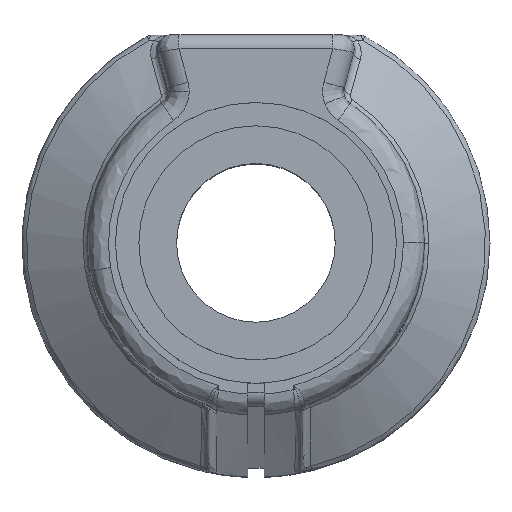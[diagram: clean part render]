
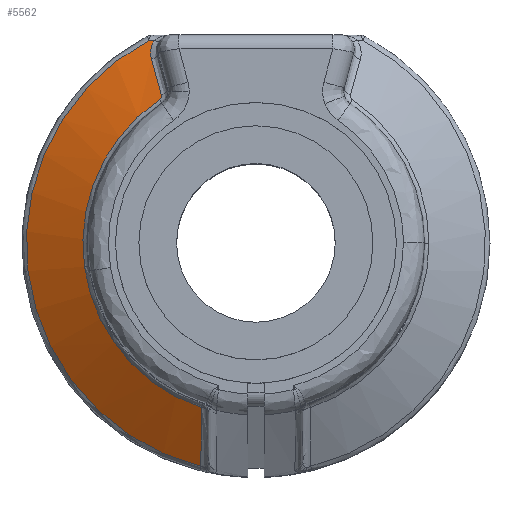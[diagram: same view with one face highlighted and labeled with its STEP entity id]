
A CAD part, top view. The second image highlights one B-rep face of the part: STEP entity #5562.
In plain terms, the highlighted conical face has half-angle 58.736 degrees and reference radius 12.456 mm.
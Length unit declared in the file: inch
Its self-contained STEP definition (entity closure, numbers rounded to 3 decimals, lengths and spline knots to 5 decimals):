
#40 = CARTESIAN_POINT ( 'NONE',  ( -0.22301, 0.39303, 0.05921 ) ) ;
#134 = AXIS2_PLACEMENT_3D ( 'NONE', #1357, #4855, #7061 ) ;
#262 = CARTESIAN_POINT ( 'NONE',  ( -0.22793, 0.43419, 0.03584 ) ) ;
#311 = CARTESIAN_POINT ( 'NONE',  ( -0.22301, 0.39303, 0.05921 ) ) ;
#378 = B_SPLINE_CURVE_WITH_KNOTS ( 'NONE', 3,
 ( #7410, #4585, #6864, #1159, #690, #4794, #2467, #2998, #6443, #7066 ),
 .UNSPECIFIED., .F., .F.,
 ( 4, 2, 2, 2, 4 ),
 ( 0., 0.25, 0.375, 0.5, 1. ),
 .UNSPECIFIED. ) ;
#386 = DIRECTION ( 'NONE',  ( 0., 0., -1. ) ) ;
#426 = VERTEX_POINT ( 'NONE', #1993 ) ;
#530 = VERTEX_POINT ( 'NONE', #4217 ) ;
#568 = CARTESIAN_POINT ( 'NONE',  ( -0.21552, 0.36568, 0.0759 ) ) ;
#679 = EDGE_CURVE ( 'NONE', #6080, #530, #3857, .T. ) ;
#690 = CARTESIAN_POINT ( 'NONE',  ( -0.22481, 0.40681, 0.05137 ) ) ;
#815 = DIRECTION ( 'NONE',  ( -0.991, -0.135, 0. ) ) ;
#889 = VERTEX_POINT ( 'NONE', #311 ) ;
#1009 = ORIENTED_EDGE ( 'NONE', *, *, #3104, .F. ) ;
#1142 = ORIENTED_EDGE ( 'NONE', *, *, #2054, .T. ) ;
#1159 = CARTESIAN_POINT ( 'NONE',  ( -0.2248, 0.40505, 0.05231 ) ) ;
#1231 = AXIS2_PLACEMENT_3D ( 'NONE', #5433, #386, #7254 ) ;
#1261 = CARTESIAN_POINT ( 'NONE',  ( -0.2086, 0.34052, 0.09116 ) ) ;
#1357 = CARTESIAN_POINT ( 'NONE',  ( 0., 0., 0.03584 ) ) ;
#1482 = VERTEX_POINT ( 'NONE', #3910 ) ;
#1539 = CARTESIAN_POINT ( 'NONE',  ( -0.20226, 0.31756, 0.10498 ) ) ;
#1641 = CARTESIAN_POINT ( 'NONE',  ( -0.22012, 0.43426, 0.03799 ) ) ;
#1681 = CARTESIAN_POINT ( 'NONE',  ( -0.22793, 0.43419, 0.03584 ) ) ;
#1701 = VERTEX_POINT ( 'NONE', #2516 ) ;
#1724 = CARTESIAN_POINT ( 'NONE',  ( -0.21623, 0.43429, 0.03902 ) ) ;
#1858 = B_SPLINE_CURVE_WITH_KNOTS ( 'NONE', 3,
 ( #2349, #5844, #3586, #4151 ),
 .UNSPECIFIED., .F., .F.,
 ( 4, 4 ),
 ( 0., 1. ),
 .UNSPECIFIED. ) ;
#1938 = B_SPLINE_CURVE_WITH_KNOTS ( 'NONE', 3,
 ( #1539, #4443, #3840, #3877, #6521 ),
 .UNSPECIFIED., .F., .F.,
 ( 4, 1, 4 ),
 ( 0., 0.5, 1. ),
 .UNSPECIFIED. ) ;
#1979 = CARTESIAN_POINT ( 'NONE',  ( -0.20226, 0.31756, 0.10498 ) ) ;
#1993 = CARTESIAN_POINT ( 'NONE',  ( -0.11672, -0.35071, 0.10916 ) ) ;
#2010 = CARTESIAN_POINT ( 'NONE',  ( 0., 0., 0.10916 ) ) ;
#2054 = EDGE_CURVE ( 'NONE', #889, #4844, #378, .T. ) ;
#2137 = CIRCLE ( 'NONE', #6346, 0.36962 ) ;
#2302 = AXIS2_PLACEMENT_3D ( 'NONE', #3834, #3271, #5713 ) ;
#2349 = CARTESIAN_POINT ( 'NONE',  ( -0.11751, -0.47609, 0.03584 ) ) ;
#2467 = CARTESIAN_POINT ( 'NONE',  ( -0.22447, 0.41211, 0.04865 ) ) ;
#2516 = CARTESIAN_POINT ( 'NONE',  ( -0.20613, 0.30681, 0.10916 ) ) ;
#2562 = CARTESIAN_POINT ( 'NONE',  ( 0., 0., 0.10916 ) ) ;
#2601 = CIRCLE ( 'NONE', #3191, 0.36962 ) ;
#2998 = CARTESIAN_POINT ( 'NONE',  ( -0.22306, 0.42137, 0.04412 ) ) ;
#3095 = EDGE_CURVE ( 'NONE', #1482, #1701, #2137, .T. ) ;
#3104 = EDGE_CURVE ( 'NONE', #5544, #1701, #1938, .T. ) ;
#3155 = CIRCLE ( 'NONE', #134, 0.49038 ) ;
#3191 = AXIS2_PLACEMENT_3D ( 'NONE', #2562, #5965, #815 ) ;
#3223 = ORIENTED_EDGE ( 'NONE', *, *, #679, .T. ) ;
#3271 = DIRECTION ( 'NONE',  ( 0., 0., 1. ) ) ;
#3580 = EDGE_CURVE ( 'NONE', #426, #1482, #2601, .T. ) ;
#3586 = CARTESIAN_POINT ( 'NONE',  ( -0.11702, -0.38689, 0.08826 ) ) ;
#3834 = CARTESIAN_POINT ( 'NONE',  ( 0., 0., 0.03584 ) ) ;
#3840 = CARTESIAN_POINT ( 'NONE',  ( -0.20173, 0.31165, 0.10818 ) ) ;
#3848 = CARTESIAN_POINT ( 'NONE',  ( -0.21623, 0.43429, 0.03902 ) ) ;
#3857 = CIRCLE ( 'NONE', #2302, 0.49038 ) ;
#3877 = CARTESIAN_POINT ( 'NONE',  ( -0.20434, 0.30801, 0.10916 ) ) ;
#3910 = CARTESIAN_POINT ( 'NONE',  ( -0.36625, -0.0498, 0.10916 ) ) ;
#3936 = ORIENTED_EDGE ( 'NONE', *, *, #3580, .T. ) ;
#3941 = CARTESIAN_POINT ( 'NONE',  ( -0.22402, 0.43422, 0.03693 ) ) ;
#4097 = B_SPLINE_CURVE_WITH_KNOTS ( 'NONE', 3,
 ( #1724, #1641, #3941, #1681 ),
 .UNSPECIFIED., .F., .F.,
 ( 4, 4 ),
 ( 0., 1. ),
 .UNSPECIFIED. ) ;
#4150 = EDGE_CURVE ( 'NONE', #530, #6421, #3155, .T. ) ;
#4151 = CARTESIAN_POINT ( 'NONE',  ( -0.11672, -0.35071, 0.10916 ) ) ;
#4217 = CARTESIAN_POINT ( 'NONE',  ( -0.48681, -0.05905, 0.03584 ) ) ;
#4443 = CARTESIAN_POINT ( 'NONE',  ( -0.20175, 0.31572, 0.10609 ) ) ;
#4473 = CONICAL_SURFACE ( 'NONE', #1231, 0.49038, 1.025 ) ;
#4585 = CARTESIAN_POINT ( 'NONE',  ( -0.22393, 0.39639, 0.05716 ) ) ;
#4786 = ORIENTED_EDGE ( 'NONE', *, *, #7314, .T. ) ;
#4794 = CARTESIAN_POINT ( 'NONE',  ( -0.22464, 0.41036, 0.04953 ) ) ;
#4844 = VERTEX_POINT ( 'NONE', #3848 ) ;
#4855 = DIRECTION ( 'NONE',  ( 0., 0., 1. ) ) ;
#4879 = ORIENTED_EDGE ( 'NONE', *, *, #5930, .T. ) ;
#4928 = ORIENTED_EDGE ( 'NONE', *, *, #6479, .T. ) ;
#5275 = CARTESIAN_POINT ( 'NONE',  ( -0.20226, 0.31756, 0.10498 ) ) ;
#5433 = CARTESIAN_POINT ( 'NONE',  ( 0., 0., 0.03584 ) ) ;
#5474 = CARTESIAN_POINT ( 'NONE',  ( -0.11751, -0.47609, 0.03584 ) ) ;
#5544 = VERTEX_POINT ( 'NONE', #1979 ) ;
#5562 = ADVANCED_FACE ( 'NONE', ( #6567 ), #4473, .T. ) ;
#5695 = B_SPLINE_CURVE_WITH_KNOTS ( 'NONE', 3,
 ( #5275, #1261, #568, #40 ),
 .UNSPECIFIED., .F., .F.,
 ( 4, 4 ),
 ( 0., 1. ),
 .UNSPECIFIED. ) ;
#5713 = DIRECTION ( 'NONE',  ( -0.994, -0.11, 0. ) ) ;
#5844 = CARTESIAN_POINT ( 'NONE',  ( -0.11728, -0.42868, 0.06382 ) ) ;
#5930 = EDGE_CURVE ( 'NONE', #5544, #889, #5695, .T. ) ;
#5965 = DIRECTION ( 'NONE',  ( 0., 0., -1. ) ) ;
#6038 = ORIENTED_EDGE ( 'NONE', *, *, #4150, .T. ) ;
#6080 = VERTEX_POINT ( 'NONE', #262 ) ;
#6346 = AXIS2_PLACEMENT_3D ( 'NONE', #2010, #7275, #6481 ) ;
#6421 = VERTEX_POINT ( 'NONE', #5474 ) ;
#6443 = CARTESIAN_POINT ( 'NONE',  ( -0.22041, 0.42818, 0.04121 ) ) ;
#6479 = EDGE_CURVE ( 'NONE', #4844, #6080, #4097, .T. ) ;
#6481 = DIRECTION ( 'NONE',  ( -0.991, -0.135, 0. ) ) ;
#6521 = CARTESIAN_POINT ( 'NONE',  ( -0.20613, 0.30681, 0.10916 ) ) ;
#6567 = FACE_OUTER_BOUND ( 'NONE', #7190, .T. ) ;
#6864 = CARTESIAN_POINT ( 'NONE',  ( -0.2245, 0.39982, 0.05518 ) ) ;
#7061 = DIRECTION ( 'NONE',  ( -0.994, -0.11, 0. ) ) ;
#7066 = CARTESIAN_POINT ( 'NONE',  ( -0.21623, 0.43429, 0.03902 ) ) ;
#7173 = ORIENTED_EDGE ( 'NONE', *, *, #3095, .T. ) ;
#7190 = EDGE_LOOP ( 'NONE', ( #1009, #4879, #1142, #4928, #3223, #6038, #4786, #3936, #7173 ) ) ;
#7254 = DIRECTION ( 'NONE',  ( 0., 1., 0. ) ) ;
#7275 = DIRECTION ( 'NONE',  ( 0., 0., -1. ) ) ;
#7314 = EDGE_CURVE ( 'NONE', #6421, #426, #1858, .T. ) ;
#7410 = CARTESIAN_POINT ( 'NONE',  ( -0.22301, 0.39303, 0.05921 ) ) ;
